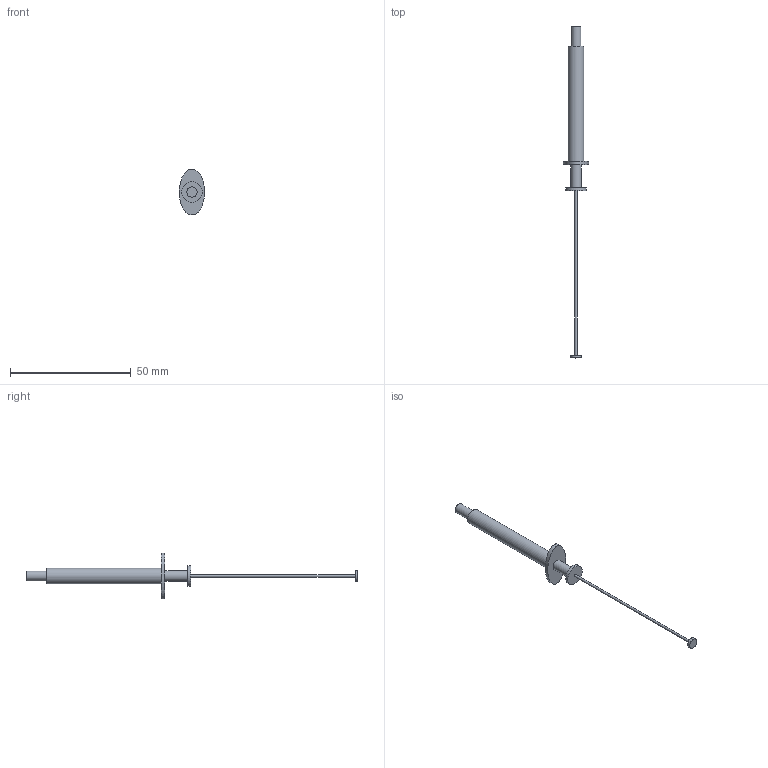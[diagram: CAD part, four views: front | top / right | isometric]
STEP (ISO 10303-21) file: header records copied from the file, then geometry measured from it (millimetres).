
FILE_DESCRIPTION(/* description */ (''),/* implementation_level */ '2;1');
FILE_NAME(/* name */ '00_Syringe_10ml.ipt.step',/* time_stamp */ '2022-11-29T07:52:33+01:00',/* author */ ('diederichbenedict'),/* organization */ (''),/* preprocessor_version */ 'ST-DEVELOPER v18.1',/* originating_system */ 'Autodesk Inventor 2022',/* authorisation */ '');
FILE_SCHEMA (('AUTOMOTIVE_DESIGN { 1 0 10303 214 3 1 1 }'));
Length unit declared in the file: millimetre
Products named in the file (1): 00_Syringe_10ml
Bounding box: 10.48 x 137.7 x 19 mm (x, y, z)
Volume: 2178.5 mm3; surface area: 1963.7 mm2
Topology: 1 solids, 1 shells, 15 faces, 21 edges, 14 vertices
Faces by surface type: plane 8, cylinder 6, bspline 1
Full cylindrical faces by diameter (mm): 1 x1, 4.1 x1, 4.33 x2, 6.44 x1, 8.6 x1
Entity records: 383 total; most frequent: CARTESIAN_POINT 68, DIRECTION 65, ORIENTED_EDGE 42, AXIS2_PLACEMENT_3D 29, EDGE_LOOP 21, EDGE_CURVE 21, FACE_OUTER_BOUND 15, ADVANCED_FACE 15
